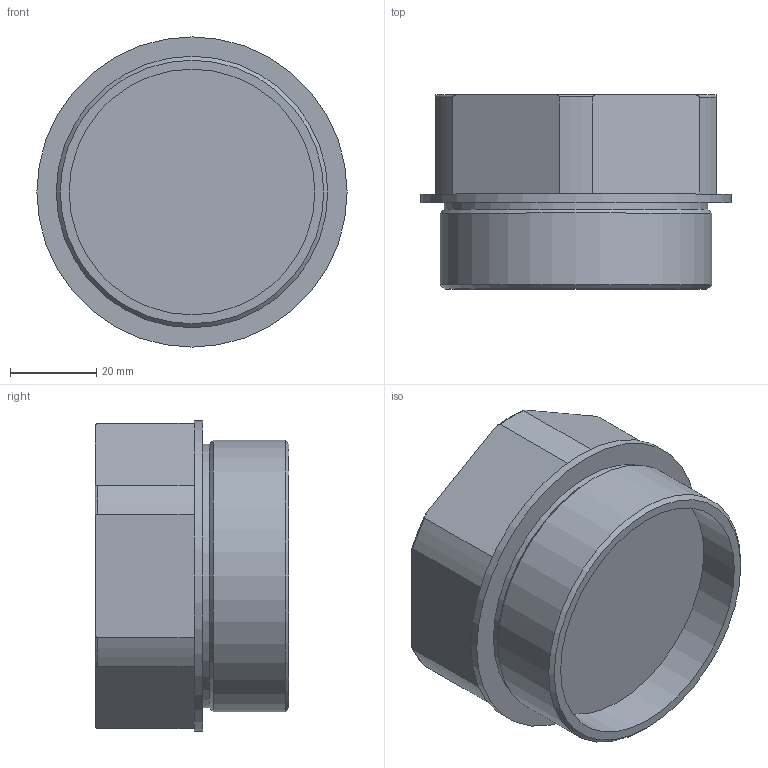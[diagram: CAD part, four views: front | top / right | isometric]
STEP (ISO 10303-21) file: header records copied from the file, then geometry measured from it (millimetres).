
FILE_DESCRIPTION( ( 'STEP AP203' ), '1' );
FILE_NAME( 'FLEXA RQG-Duo-M 5128.054.263.stp', '2020-03-24T11:38:25', ( 'License CC BY-ND 4.0' ), ( 'CADENAS' ), ' ', 'PARTsolutions', ' ' );
FILE_SCHEMA( ( 'CONFIG_CONTROL_DESIGN' ) );
Length unit declared in the file: millimetre
Products named in the file (1): _FLEXA RQG-Duo-M 5128.054.263
Bounding box: 72 x 45 x 72 mm (x, y, z)
Volume: 73985.7 mm3; surface area: 23421.3 mm2
Topology: 1 solids, 1 shells, 31 faces, 72 edges, 47 vertices
Faces by surface type: plane 12, cylinder 11, torus 6, cone 2
Full cylindrical faces by diameter (mm): 54.5 x1, 57 x1, 61.16 x1, 63 x1, 72 x1
Entity records: 984 total; most frequent: CARTESIAN_POINT 252, DIRECTION 146, ORIENTED_EDGE 130, EDGE_CURVE 65, AXIS2_PLACEMENT_3D 61, VERTEX_POINT 47, EDGE_LOOP 42, FACE_OUTER_BOUND 36
